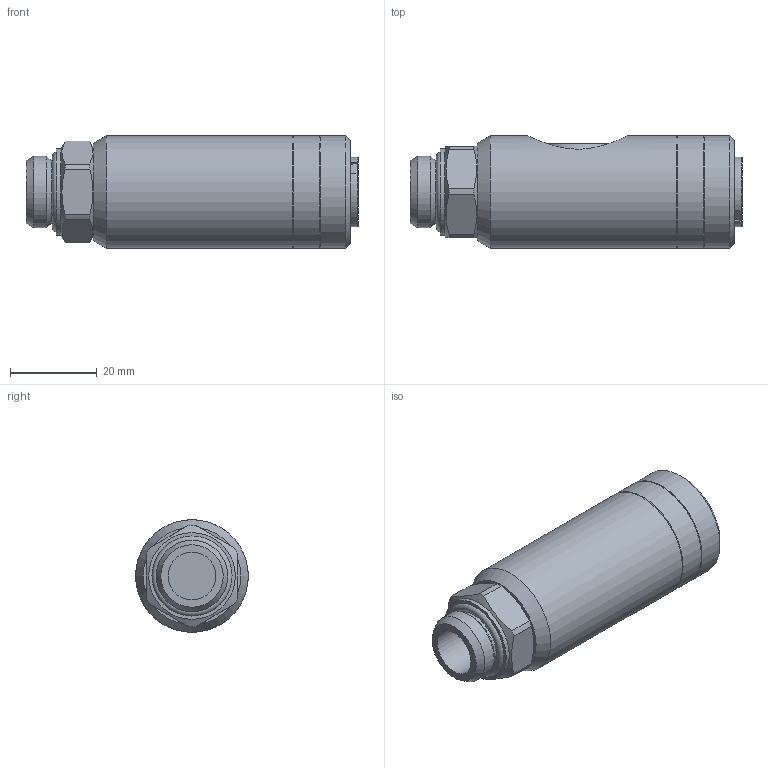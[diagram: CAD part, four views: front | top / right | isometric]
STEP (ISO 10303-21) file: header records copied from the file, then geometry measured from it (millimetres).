
FILE_DESCRIPTION( ( 'STEP AP214' ), '1' );
FILE_NAME( 'psolqas_14300_16.stp', '2021-03-04T17:34:07', ( 'License CC BY-ND 4.0' ), ( 'CADENAS' ), ' ', 'PARTsolutions', ' ' );
FILE_SCHEMA( ( 'AUTOMOTIVE_DESIGN { 1 0 10303 214 1 1 1 1 }' ) );
Length unit declared in the file: metre
Products named in the file (1): NONE
Bounding box: 76.6 x 26 x 26 mm (x, y, z)
Volume: 33350.5 mm3; surface area: 8540.7 mm2
Topology: 1 solids, 5 shells, 93 faces, 219 edges, 146 vertices
Faces by surface type: cylinder 37, plane 35, cone 19, sphere 1, torus 1
Full cylindrical faces by diameter (mm): 8 x1, 11 x1, 11.2 x1, 14.5 x1, 16.5 x2, 16.6 x1, 20 x1, 26 x3
Entity records: 3867 total; most frequent: CARTESIAN_POINT 1130, DIRECTION 398, ORIENTED_EDGE 378, EDGE_CURVE 189, AXIS2_PLACEMENT_3D 170, VERTEX_POINT 141, EDGE_LOOP 128, FACE_OUTER_BOUND 105
